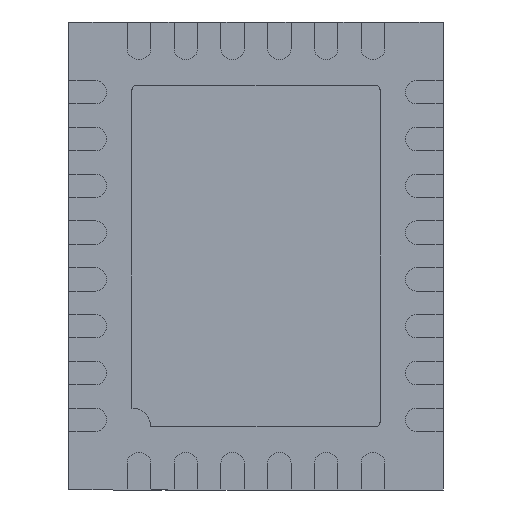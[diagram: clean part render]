
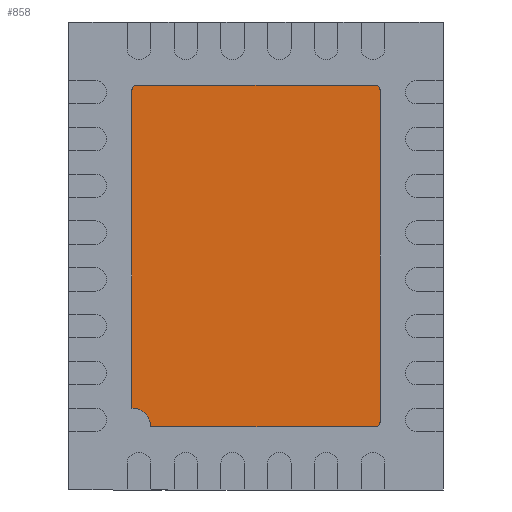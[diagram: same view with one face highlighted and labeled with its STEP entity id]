
A CAD part, front view. The second image highlights one B-rep face of the part: STEP entity #858.
In plain terms, the highlighted planar face has unit normal (0, -1, 0).
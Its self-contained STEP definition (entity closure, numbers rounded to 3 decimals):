
#9 = AXIS2_PLACEMENT_3D ( 'NONE', #12424, #6354, #315 ) ;
#44 = CARTESIAN_POINT ( 'NONE',  ( -1.325, 0., -1.825 ) ) ;
#46 = CARTESIAN_POINT ( 'NONE',  ( -1.275, 0., 1.825 ) ) ;
#133 = LINE ( 'NONE', #4184, #8729 ) ;
#188 = AXIS2_PLACEMENT_3D ( 'NONE', #6406, #6545, #332 ) ;
#315 = DIRECTION ( 'NONE',  ( 0., 0., -1. ) ) ;
#319 = VECTOR ( 'NONE', #8564, 1000. ) ;
#332 = DIRECTION ( 'NONE',  ( 0., 0., -1. ) ) ;
#522 = DIRECTION ( 'NONE',  ( 0., 0., 1. ) ) ;
#858 = ADVANCED_FACE ( 'NONE', ( #5801 ), #10331, .F. ) ;
#1079 = DIRECTION ( 'NONE',  ( 0., 1., 0. ) ) ;
#1137 = CARTESIAN_POINT ( 'NONE',  ( 1.325, 0., -1.775 ) ) ;
#1303 = CARTESIAN_POINT ( 'NONE',  ( 1.325, 0., -1.775 ) ) ;
#1391 = EDGE_CURVE ( 'NONE', #6444, #9176, #9163, .T. ) ;
#1776 = VERTEX_POINT ( 'NONE', #6903 ) ;
#2106 = DIRECTION ( 'NONE',  ( 0., 0., 1. ) ) ;
#2296 = CIRCLE ( 'NONE', #10185, 0.05 ) ;
#2531 = VERTEX_POINT ( 'NONE', #46 ) ;
#2823 = DIRECTION ( 'NONE',  ( 0., 0., -1. ) ) ;
#2835 = ORIENTED_EDGE ( 'NONE', *, *, #9295, .T. ) ;
#2895 = CARTESIAN_POINT ( 'NONE',  ( 1.275, 0., 1.825 ) ) ;
#3148 = ORIENTED_EDGE ( 'NONE', *, *, #1391, .T. ) ;
#3387 = ORIENTED_EDGE ( 'NONE', *, *, #13162, .T. ) ;
#3909 = CARTESIAN_POINT ( 'NONE',  ( 1.275, 0., -1.825 ) ) ;
#4044 = VERTEX_POINT ( 'NONE', #3909 ) ;
#4159 = VERTEX_POINT ( 'NONE', #2895 ) ;
#4184 = CARTESIAN_POINT ( 'NONE',  ( 1.275, 0., -1.825 ) ) ;
#4203 = DIRECTION ( 'NONE',  ( 0., 0., 1. ) ) ;
#4606 = EDGE_CURVE ( 'NONE', #12676, #1776, #7619, .T. ) ;
#4810 = DIRECTION ( 'NONE',  ( 0., -1., 0. ) ) ;
#5187 = EDGE_LOOP ( 'NONE', ( #5451, #6794, #5874, #3148, #9871, #2835, #7671, #3387 ) ) ;
#5227 = CIRCLE ( 'NONE', #188, 0.05 ) ;
#5305 = AXIS2_PLACEMENT_3D ( 'NONE', #13068, #10491, #522 ) ;
#5451 = ORIENTED_EDGE ( 'NONE', *, *, #4606, .T. ) ;
#5801 = FACE_OUTER_BOUND ( 'NONE', #5187, .T. ) ;
#5874 = ORIENTED_EDGE ( 'NONE', *, *, #9840, .T. ) ;
#6354 = DIRECTION ( 'NONE',  ( 0., -1., 0. ) ) ;
#6406 = CARTESIAN_POINT ( 'NONE',  ( 1.275, 0., -1.775 ) ) ;
#6444 = VERTEX_POINT ( 'NONE', #1303 ) ;
#6545 = DIRECTION ( 'NONE',  ( 0., -1., 0. ) ) ;
#6794 = ORIENTED_EDGE ( 'NONE', *, *, #10369, .T. ) ;
#6903 = CARTESIAN_POINT ( 'NONE',  ( -1.125, 0., -1.825 ) ) ;
#7230 = CARTESIAN_POINT ( 'NONE',  ( 1.275, 0., 1.825 ) ) ;
#7619 = CIRCLE ( 'NONE', #5305, 0.2 ) ;
#7671 = ORIENTED_EDGE ( 'NONE', *, *, #10246, .T. ) ;
#8398 = CIRCLE ( 'NONE', #9, 0.05 ) ;
#8564 = DIRECTION ( 'NONE',  ( -1., 0., 0. ) ) ;
#8568 = VERTEX_POINT ( 'NONE', #9619 ) ;
#8646 = AXIS2_PLACEMENT_3D ( 'NONE', #44, #1079, #2106 ) ;
#8729 = VECTOR ( 'NONE', #11686, 1000. ) ;
#9163 = LINE ( 'NONE', #1137, #11361 ) ;
#9176 = VERTEX_POINT ( 'NONE', #13146 ) ;
#9295 = EDGE_CURVE ( 'NONE', #4159, #2531, #12901, .T. ) ;
#9619 = CARTESIAN_POINT ( 'NONE',  ( -1.325, 0., 1.775 ) ) ;
#9840 = EDGE_CURVE ( 'NONE', #4044, #6444, #5227, .T. ) ;
#9871 = ORIENTED_EDGE ( 'NONE', *, *, #12249, .T. ) ;
#10050 = CARTESIAN_POINT ( 'NONE',  ( 1.275, 0., 1.775 ) ) ;
#10185 = AXIS2_PLACEMENT_3D ( 'NONE', #10050, #4810, #2823 ) ;
#10211 = LINE ( 'NONE', #10485, #10383 ) ;
#10246 = EDGE_CURVE ( 'NONE', #2531, #8568, #8398, .T. ) ;
#10331 = PLANE ( 'NONE',  #8646 ) ;
#10369 = EDGE_CURVE ( 'NONE', #1776, #4044, #133, .T. ) ;
#10383 = VECTOR ( 'NONE', #10531, 1000. ) ;
#10485 = CARTESIAN_POINT ( 'NONE',  ( -1.325, 0., -1.625 ) ) ;
#10491 = DIRECTION ( 'NONE',  ( 0., 1., 0. ) ) ;
#10531 = DIRECTION ( 'NONE',  ( 0., 0., -1. ) ) ;
#10710 = CARTESIAN_POINT ( 'NONE',  ( -1.325, 0., -1.625 ) ) ;
#11361 = VECTOR ( 'NONE', #4203, 1000. ) ;
#11686 = DIRECTION ( 'NONE',  ( 1., 0., 0. ) ) ;
#12249 = EDGE_CURVE ( 'NONE', #9176, #4159, #2296, .T. ) ;
#12424 = CARTESIAN_POINT ( 'NONE',  ( -1.275, 0., 1.775 ) ) ;
#12676 = VERTEX_POINT ( 'NONE', #10710 ) ;
#12901 = LINE ( 'NONE', #7230, #319 ) ;
#13068 = CARTESIAN_POINT ( 'NONE',  ( -1.325, 0., -1.825 ) ) ;
#13146 = CARTESIAN_POINT ( 'NONE',  ( 1.325, 0., 1.775 ) ) ;
#13162 = EDGE_CURVE ( 'NONE', #8568, #12676, #10211, .T. ) ;
